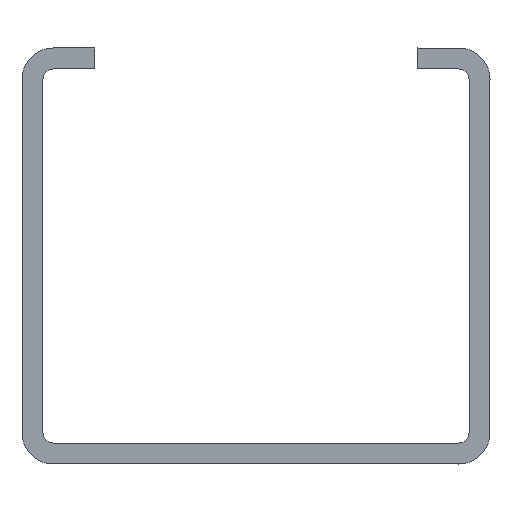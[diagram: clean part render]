
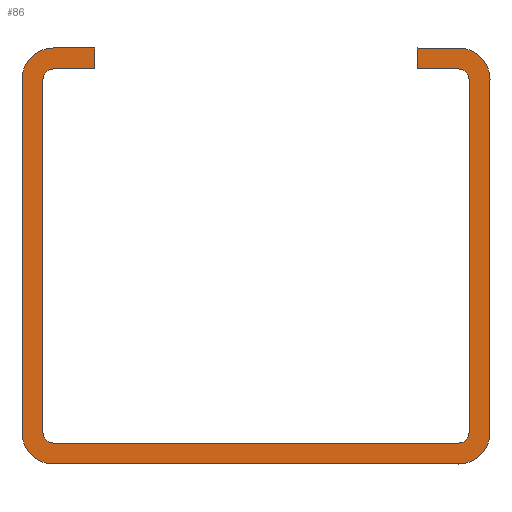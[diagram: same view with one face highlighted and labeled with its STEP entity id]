
A CAD part, front view. The second image highlights one B-rep face of the part: STEP entity #86.
In plain terms, the highlighted planar face has unit normal (0, -1, 0).
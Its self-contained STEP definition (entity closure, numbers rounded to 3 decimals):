
#86=ADVANCED_FACE('',(#167),#168,.T.);
#167=FACE_OUTER_BOUND('',#240,.T.);
#168=PLANE('',#241);
#240=EDGE_LOOP('',(#407,#408,#409,#410,#411,#412,#413,#414,#415,#416,#417,#418,#419,#420,#421,#422,#423,#424,#425,#426));
#241=AXIS2_PLACEMENT_3D('',#427,#428,#429);
#407=ORIENTED_EDGE('',*,*,#455,.F.);
#408=ORIENTED_EDGE('',*,*,#532,.F.);
#409=ORIENTED_EDGE('',*,*,#528,.F.);
#410=ORIENTED_EDGE('',*,*,#524,.F.);
#411=ORIENTED_EDGE('',*,*,#520,.F.);
#412=ORIENTED_EDGE('',*,*,#516,.F.);
#413=ORIENTED_EDGE('',*,*,#512,.F.);
#414=ORIENTED_EDGE('',*,*,#508,.F.);
#415=ORIENTED_EDGE('',*,*,#504,.F.);
#416=ORIENTED_EDGE('',*,*,#500,.F.);
#417=ORIENTED_EDGE('',*,*,#496,.F.);
#418=ORIENTED_EDGE('',*,*,#492,.F.);
#419=ORIENTED_EDGE('',*,*,#488,.F.);
#420=ORIENTED_EDGE('',*,*,#484,.F.);
#421=ORIENTED_EDGE('',*,*,#480,.F.);
#422=ORIENTED_EDGE('',*,*,#476,.F.);
#423=ORIENTED_EDGE('',*,*,#472,.F.);
#424=ORIENTED_EDGE('',*,*,#468,.F.);
#425=ORIENTED_EDGE('',*,*,#464,.F.);
#426=ORIENTED_EDGE('',*,*,#460,.F.);
#427=CARTESIAN_POINT('',(0.,0.0,15.747));
#428=DIRECTION('',(0.0,-1.0,0.));
#429=DIRECTION('',(1.0,0.0,0.0));
#455=EDGE_CURVE('',#537,#538,#539,.T.);
#460=EDGE_CURVE('',#538,#546,#547,.T.);
#464=EDGE_CURVE('',#546,#552,#553,.T.);
#468=EDGE_CURVE('',#552,#558,#559,.T.);
#472=EDGE_CURVE('',#558,#564,#565,.T.);
#476=EDGE_CURVE('',#564,#570,#571,.T.);
#480=EDGE_CURVE('',#570,#576,#577,.T.);
#484=EDGE_CURVE('',#576,#582,#583,.T.);
#488=EDGE_CURVE('',#582,#588,#589,.T.);
#492=EDGE_CURVE('',#588,#594,#595,.T.);
#496=EDGE_CURVE('',#594,#600,#601,.T.);
#500=EDGE_CURVE('',#600,#606,#607,.T.);
#504=EDGE_CURVE('',#606,#612,#613,.T.);
#508=EDGE_CURVE('',#612,#618,#619,.T.);
#512=EDGE_CURVE('',#618,#624,#625,.T.);
#516=EDGE_CURVE('',#624,#630,#631,.T.);
#520=EDGE_CURVE('',#630,#636,#637,.T.);
#524=EDGE_CURVE('',#636,#642,#643,.T.);
#528=EDGE_CURVE('',#642,#648,#649,.T.);
#532=EDGE_CURVE('',#648,#537,#654,.T.);
#537=VERTEX_POINT('',#659);
#538=VERTEX_POINT('',#660);
#539=CIRCLE('',#661,3.);
#546=VERTEX_POINT('',#670);
#547=LINE('',#671,#672);
#552=VERTEX_POINT('',#679);
#553=CIRCLE('',#680,3.);
#558=VERTEX_POINT('',#686);
#559=LINE('',#687,#688);
#564=VERTEX_POINT('',#695);
#565=CIRCLE('',#696,3.);
#570=VERTEX_POINT('',#702);
#571=LINE('',#703,#704);
#576=VERTEX_POINT('',#711);
#577=CIRCLE('',#712,3.);
#582=VERTEX_POINT('',#718);
#583=LINE('',#719,#720);
#588=VERTEX_POINT('',#727);
#589=LINE('',#728,#729);
#594=VERTEX_POINT('',#736);
#595=LINE('',#737,#738);
#600=VERTEX_POINT('',#745);
#601=CIRCLE('',#746,1.);
#606=VERTEX_POINT('',#752);
#607=LINE('',#753,#754);
#612=VERTEX_POINT('',#761);
#613=CIRCLE('',#762,1.);
#618=VERTEX_POINT('',#768);
#619=LINE('',#769,#770);
#624=VERTEX_POINT('',#777);
#625=CIRCLE('',#778,1.);
#630=VERTEX_POINT('',#784);
#631=LINE('',#785,#786);
#636=VERTEX_POINT('',#793);
#637=CIRCLE('',#794,1.);
#642=VERTEX_POINT('',#800);
#643=LINE('',#801,#802);
#648=VERTEX_POINT('',#809);
#649=LINE('',#810,#811);
#654=LINE('',#818,#819);
#659=CARTESIAN_POINT('',(19.5,0.0,40.));
#660=CARTESIAN_POINT('',(22.5,0.0,37.));
#661=AXIS2_PLACEMENT_3D('',#824,#825,#826);
#670=CARTESIAN_POINT('',(22.5,0.0,3.));
#671=CARTESIAN_POINT('',(22.5,0.0,37.));
#672=VECTOR('',#832,1.0);
#679=CARTESIAN_POINT('',(19.5,0.0,0.));
#680=AXIS2_PLACEMENT_3D('',#835,#836,#837);
#686=CARTESIAN_POINT('',(-19.5,0.0,0.));
#687=CARTESIAN_POINT('',(19.5,0.0,0.));
#688=VECTOR('',#842,1.0);
#695=CARTESIAN_POINT('',(-22.5,0.0,3.));
#696=AXIS2_PLACEMENT_3D('',#845,#846,#847);
#702=CARTESIAN_POINT('',(-22.5,0.0,37.));
#703=CARTESIAN_POINT('',(-22.5,0.0,3.));
#704=VECTOR('',#852,1.0);
#711=CARTESIAN_POINT('',(-19.5,0.0,40.));
#712=AXIS2_PLACEMENT_3D('',#855,#856,#857);
#718=CARTESIAN_POINT('',(-15.5,0.0,40.));
#719=CARTESIAN_POINT('',(-19.5,0.0,40.));
#720=VECTOR('',#862,1.0);
#727=CARTESIAN_POINT('',(-15.5,0.0,38.));
#728=CARTESIAN_POINT('',(-15.5,0.0,40.));
#729=VECTOR('',#865,1.0);
#736=CARTESIAN_POINT('',(-19.5,0.0,38.));
#737=CARTESIAN_POINT('',(-15.5,0.0,38.));
#738=VECTOR('',#868,1.0);
#745=CARTESIAN_POINT('',(-20.5,0.0,37.));
#746=AXIS2_PLACEMENT_3D('',#871,#872,#873);
#752=CARTESIAN_POINT('',(-20.5,0.0,3.));
#753=CARTESIAN_POINT('',(-20.5,0.0,37.));
#754=VECTOR('',#878,1.0);
#761=CARTESIAN_POINT('',(-19.5,0.0,2.));
#762=AXIS2_PLACEMENT_3D('',#881,#882,#883);
#768=CARTESIAN_POINT('',(19.5,0.0,2.));
#769=CARTESIAN_POINT('',(-19.5,0.0,2.));
#770=VECTOR('',#888,1.0);
#777=CARTESIAN_POINT('',(20.5,0.0,3.));
#778=AXIS2_PLACEMENT_3D('',#891,#892,#893);
#784=CARTESIAN_POINT('',(20.5,0.0,37.));
#785=CARTESIAN_POINT('',(20.5,0.0,3.));
#786=VECTOR('',#898,1.0);
#793=CARTESIAN_POINT('',(19.5,0.0,38.));
#794=AXIS2_PLACEMENT_3D('',#901,#902,#903);
#800=CARTESIAN_POINT('',(15.5,0.0,38.));
#801=CARTESIAN_POINT('',(19.5,0.0,38.));
#802=VECTOR('',#908,1.0);
#809=CARTESIAN_POINT('',(15.5,0.0,40.));
#810=CARTESIAN_POINT('',(15.5,0.0,38.));
#811=VECTOR('',#911,1.0);
#818=CARTESIAN_POINT('',(15.5,0.0,40.));
#819=VECTOR('',#914,1.0);
#824=CARTESIAN_POINT('',(19.5,0.0,37.));
#825=DIRECTION('',(0.0,1.0,0.));
#826=DIRECTION('',(1.0,0.0,0.0));
#832=DIRECTION('',(0.,0.,-1.0));
#835=CARTESIAN_POINT('',(19.5,0.0,3.));
#836=DIRECTION('',(0.0,1.0,0.));
#837=DIRECTION('',(1.0,0.0,0.0));
#842=DIRECTION('',(-1.0,0.,0.));
#845=CARTESIAN_POINT('',(-19.5,0.0,3.));
#846=DIRECTION('',(0.0,1.0,0.));
#847=DIRECTION('',(1.0,0.0,0.0));
#852=DIRECTION('',(0.,0.,1.0));
#855=CARTESIAN_POINT('',(-19.5,0.0,37.));
#856=DIRECTION('',(0.0,1.0,0.));
#857=DIRECTION('',(1.0,0.0,0.0));
#862=DIRECTION('',(1.0,0.,0.));
#865=DIRECTION('',(0.0,0.,-1.0));
#868=DIRECTION('',(-1.0,0.,0.));
#871=CARTESIAN_POINT('',(-19.5,0.0,37.));
#872=DIRECTION('',(0.0,-1.0,0.));
#873=DIRECTION('',(1.0,0.0,0.0));
#878=DIRECTION('',(0.,0.,-1.0));
#881=CARTESIAN_POINT('',(-19.5,0.0,3.));
#882=DIRECTION('',(0.0,-1.0,0.));
#883=DIRECTION('',(1.0,0.0,0.0));
#888=DIRECTION('',(1.0,0.,0.));
#891=CARTESIAN_POINT('',(19.5,0.0,3.));
#892=DIRECTION('',(0.0,-1.0,0.));
#893=DIRECTION('',(1.0,0.0,0.0));
#898=DIRECTION('',(0.,0.,1.0));
#901=CARTESIAN_POINT('',(19.5,0.0,37.));
#902=DIRECTION('',(0.0,-1.0,0.));
#903=DIRECTION('',(1.0,0.0,0.0));
#908=DIRECTION('',(-1.0,0.0,0.0));
#911=DIRECTION('',(0.0,0.,1.0));
#914=DIRECTION('',(1.0,0.,0.));
